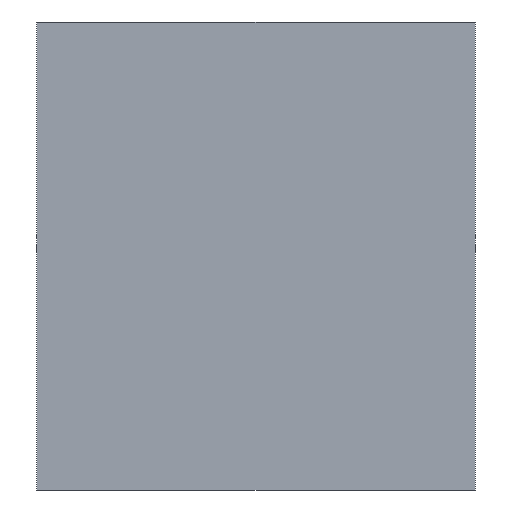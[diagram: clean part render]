
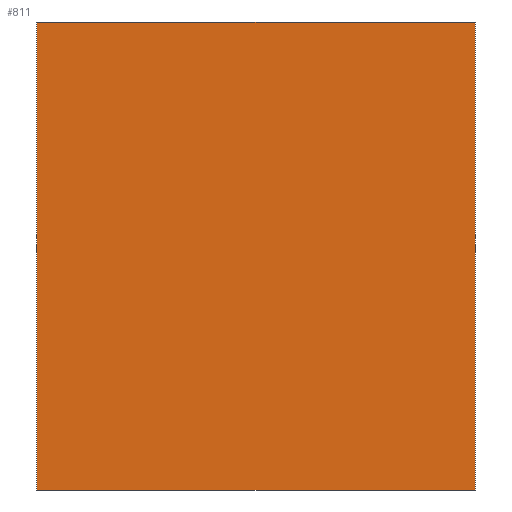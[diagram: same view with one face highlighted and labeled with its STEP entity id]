
A CAD part, front view. The second image highlights one B-rep face of the part: STEP entity #811.
In plain terms, the highlighted planar face has unit normal (0, -1, 0).
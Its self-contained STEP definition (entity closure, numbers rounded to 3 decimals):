
#91 = VECTOR ( 'NONE', #1853, 1000. ) ;
#200 = CARTESIAN_POINT ( 'NONE',  ( -45., 0., -48. ) ) ;
#236 = VERTEX_POINT ( 'NONE', #200 ) ;
#332 = CARTESIAN_POINT ( 'NONE',  ( 45., 0., 0. ) ) ;
#393 = EDGE_CURVE ( 'NONE', #236, #1250, #2255, .T. ) ;
#494 = AXIS2_PLACEMENT_3D ( 'NONE', #3700, #4025, #2425 ) ;
#504 = EDGE_CURVE ( 'NONE', #1250, #2308, #1866, .T. ) ;
#748 = CARTESIAN_POINT ( 'NONE',  ( 45., 0., -48. ) ) ;
#811 = ADVANCED_FACE ( 'NONE', ( #2634 ), #3335, .T. ) ;
#835 = ORIENTED_EDGE ( 'NONE', *, *, #2292, .T. ) ;
#883 = CARTESIAN_POINT ( 'NONE',  ( -45., 0., 0. ) ) ;
#1146 = DIRECTION ( 'NONE',  ( -1., 0., 0. ) ) ;
#1250 = VERTEX_POINT ( 'NONE', #748 ) ;
#1355 = ORIENTED_EDGE ( 'NONE', *, *, #2060, .T. ) ;
#1481 = VECTOR ( 'NONE', #2717, 1000. ) ;
#1637 = LINE ( 'NONE', #883, #1481 ) ;
#1853 = DIRECTION ( 'NONE',  ( 1., 0., 0. ) ) ;
#1866 = LINE ( 'NONE', #332, #3812 ) ;
#2060 = EDGE_CURVE ( 'NONE', #2308, #2746, #2064, .T. ) ;
#2064 = LINE ( 'NONE', #2080, #2789 ) ;
#2080 = CARTESIAN_POINT ( 'NONE',  ( 0., 0., 48. ) ) ;
#2255 = LINE ( 'NONE', #3357, #91 ) ;
#2292 = EDGE_CURVE ( 'NONE', #2746, #236, #1637, .T. ) ;
#2308 = VERTEX_POINT ( 'NONE', #3651 ) ;
#2425 = DIRECTION ( 'NONE',  ( 0., 0., -1. ) ) ;
#2634 = FACE_OUTER_BOUND ( 'NONE', #2984, .T. ) ;
#2717 = DIRECTION ( 'NONE',  ( 0., 0., -1. ) ) ;
#2746 = VERTEX_POINT ( 'NONE', #3022 ) ;
#2789 = VECTOR ( 'NONE', #1146, 1000. ) ;
#2933 = ORIENTED_EDGE ( 'NONE', *, *, #393, .T. ) ;
#2984 = EDGE_LOOP ( 'NONE', ( #835, #2933, #3216, #1355 ) ) ;
#3022 = CARTESIAN_POINT ( 'NONE',  ( -45., 0., 48. ) ) ;
#3113 = DIRECTION ( 'NONE',  ( 0., 0., 1. ) ) ;
#3216 = ORIENTED_EDGE ( 'NONE', *, *, #504, .T. ) ;
#3335 = PLANE ( 'NONE',  #494 ) ;
#3357 = CARTESIAN_POINT ( 'NONE',  ( 0., 0., -48. ) ) ;
#3651 = CARTESIAN_POINT ( 'NONE',  ( 45., 0., 48. ) ) ;
#3700 = CARTESIAN_POINT ( 'NONE',  ( -45., 0., 48. ) ) ;
#3812 = VECTOR ( 'NONE', #3113, 1000. ) ;
#4025 = DIRECTION ( 'NONE',  ( 0., -1., 0. ) ) ;
